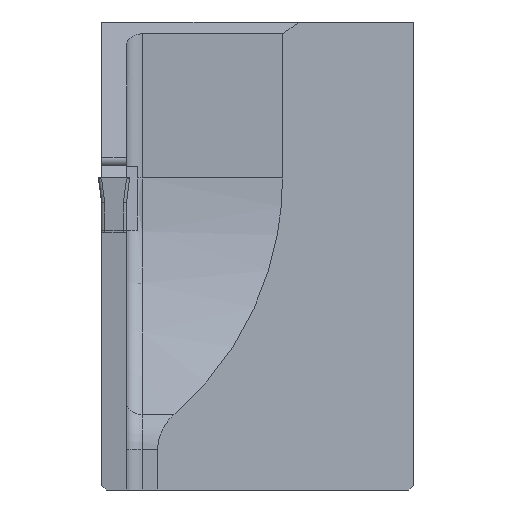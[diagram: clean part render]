
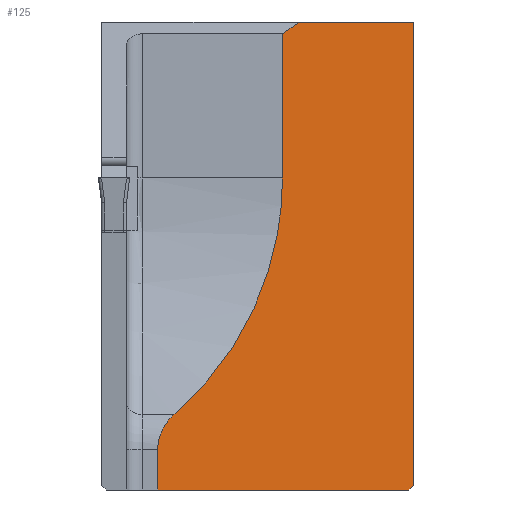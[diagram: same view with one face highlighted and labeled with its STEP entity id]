
A CAD part, left-side view. The second image highlights one B-rep face of the part: STEP entity #125.
In plain terms, the highlighted planar face has unit normal (-0.707, -0.707, 0).
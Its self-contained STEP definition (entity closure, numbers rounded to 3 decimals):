
#76=ELLIPSE('',#1291,4.243,3.);
#77=ELLIPSE('',#1311,28.284,20.);
#125=ADVANCED_FACE('',(#246),#191,.F.);
#191=PLANE('',#1324);
#246=FACE_OUTER_BOUND('',#318,.T.);
#318=EDGE_LOOP('',(#520,#521,#522,#523,#524,#525,#526,#527,#528));
#520=ORIENTED_EDGE('',*,*,#916,.F.);
#521=ORIENTED_EDGE('',*,*,#917,.F.);
#522=ORIENTED_EDGE('',*,*,#882,.F.);
#523=ORIENTED_EDGE('',*,*,#879,.F.);
#524=ORIENTED_EDGE('',*,*,#889,.F.);
#525=ORIENTED_EDGE('',*,*,#875,.F.);
#526=ORIENTED_EDGE('',*,*,#887,.F.);
#527=ORIENTED_EDGE('',*,*,#865,.F.);
#528=ORIENTED_EDGE('',*,*,#927,.T.);
#756=VERTEX_POINT('',#1780);
#757=VERTEX_POINT('',#1781);
#762=VERTEX_POINT('',#1795);
#764=VERTEX_POINT('',#1799);
#765=VERTEX_POINT('',#1803);
#768=VERTEX_POINT('',#1808);
#769=VERTEX_POINT('',#1812);
#782=VERTEX_POINT('',#1875);
#785=VERTEX_POINT('',#1880);
#865=EDGE_CURVE('',#756,#757,#1038,.T.);
#875=EDGE_CURVE('',#764,#762,#1048,.T.);
#879=EDGE_CURVE('',#768,#765,#1052,.T.);
#882=EDGE_CURVE('',#765,#769,#76,.T.);
#887=EDGE_CURVE('',#757,#764,#1058,.T.);
#889=EDGE_CURVE('',#762,#768,#1060,.T.);
#916=EDGE_CURVE('',#785,#782,#1086,.T.);
#917=EDGE_CURVE('',#769,#785,#77,.T.);
#927=EDGE_CURVE('',#756,#782,#1088,.T.);
#1038=LINE('',#1779,#1167);
#1048=LINE('',#1800,#1177);
#1052=LINE('',#1809,#1181);
#1058=LINE('',#1824,#1187);
#1060=LINE('',#1827,#1189);
#1086=LINE('',#1881,#1215);
#1088=LINE('',#1913,#1217);
#1167=VECTOR('',#1420,1.);
#1177=VECTOR('',#1434,1.);
#1181=VECTOR('',#1440,1.);
#1187=VECTOR('',#1454,1.);
#1189=VECTOR('',#1458,1.);
#1215=VECTOR('',#1516,1.);
#1217=VECTOR('',#1546,1.);
#1291=AXIS2_PLACEMENT_3D('',#1815,#1446,#1447);
#1311=AXIS2_PLACEMENT_3D('',#1883,#1519,#1520);
#1324=AXIS2_PLACEMENT_3D('',#1914,#1547,#1548);
#1420=DIRECTION('',(0.707,-0.707,0.));
#1434=DIRECTION('',(-0.577,0.577,-0.577));
#1440=DIRECTION('',(0.,0.,1.));
#1446=DIRECTION('',(0.707,0.707,0.));
#1447=DIRECTION('',(-0.707,0.707,0.));
#1454=DIRECTION('',(0.,0.,-1.));
#1458=DIRECTION('',(-0.707,0.707,0.));
#1516=DIRECTION('',(0.,0.,1.));
#1519=DIRECTION('',(-0.707,-0.707,0.));
#1520=DIRECTION('',(-0.707,0.707,0.));
#1546=DIRECTION('',(-0.634,0.634,-0.444));
#1547=DIRECTION('',(0.707,0.707,0.));
#1548=DIRECTION('',(0.707,-0.707,0.));
#1779=CARTESIAN_POINT('',(8.,-3.6,10.));
#1780=CARTESIAN_POINT('',(17.089,-12.689,10.));
#1781=CARTESIAN_POINT('',(24.4,-20.,10.));
#1795=CARTESIAN_POINT('',(24.1,-19.7,-20.));
#1799=CARTESIAN_POINT('',(24.4,-20.,-19.7));
#1800=CARTESIAN_POINT('',(10.033,-5.633,-34.067));
#1803=CARTESIAN_POINT('',(8.,-3.6,-17.436));
#1808=CARTESIAN_POINT('',(8.,-3.6,-20.));
#1809=CARTESIAN_POINT('',(8.,-3.6,-30.));
#1812=CARTESIAN_POINT('',(9.043,-4.643,-15.161));
#1815=CARTESIAN_POINT('',(11.,-6.6,-17.436));
#1824=CARTESIAN_POINT('',(24.4,-20.,-30.));
#1827=CARTESIAN_POINT('',(8.,-3.6,-20.));
#1875=CARTESIAN_POINT('',(16.,-11.6,9.238));
#1880=CARTESIAN_POINT('',(16.,-11.6,0.));
#1881=CARTESIAN_POINT('',(16.,-11.6,-30.));
#1883=CARTESIAN_POINT('',(-4.,8.4,0.));
#1913=CARTESIAN_POINT('',(10.748,-6.348,5.56));
#1914=CARTESIAN_POINT('',(8.,-3.6,-30.));
